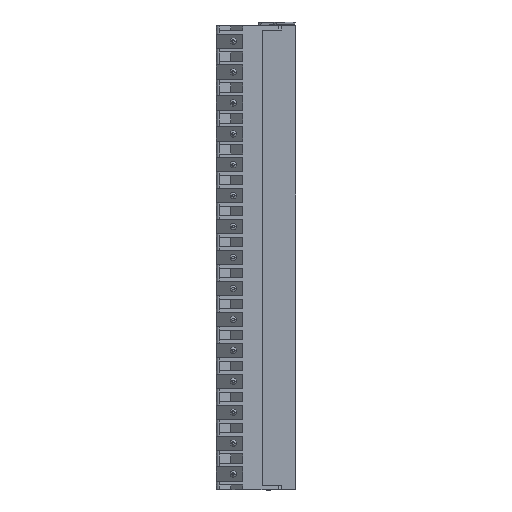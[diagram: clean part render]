
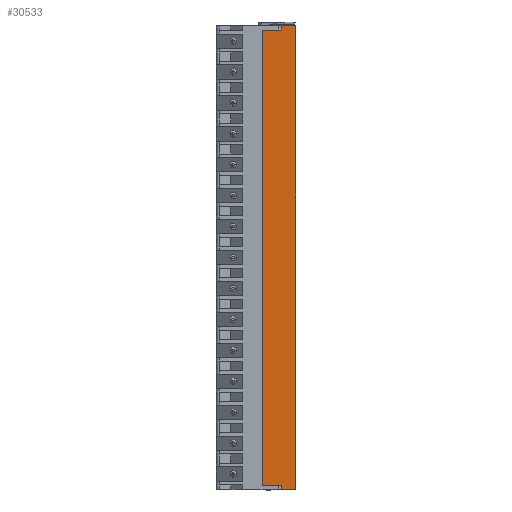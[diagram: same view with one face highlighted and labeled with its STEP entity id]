
A CAD part, front view. The second image highlights one B-rep face of the part: STEP entity #30533.
In plain terms, the highlighted planar face has unit normal (0.82, -0.572, 0).
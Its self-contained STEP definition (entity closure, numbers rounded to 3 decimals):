
#64=DIRECTION('',(0.572,0.82,0.));
#65=VECTOR('',#64,4.018);
#66=CARTESIAN_POINT('',(6.25,4.448,72.5));
#67=LINE('',#66,#65);
#6621=DIRECTION('',(0.572,0.82,0.));
#6622=VECTOR('',#6621,5.425);
#6623=CARTESIAN_POINT('',(3.145,0.,71.8));
#6624=LINE('',#6623,#6622);
#6625=DIRECTION('',(0.,0.,-1.));
#6626=VECTOR('',#6625,0.7);
#6627=CARTESIAN_POINT('',(6.25,4.448,72.5));
#6628=LINE('',#6627,#6626);
#6629=DIRECTION('',(0.,0.,1.));
#6630=VECTOR('',#6629,0.7);
#6631=CARTESIAN_POINT('',(6.25,4.448,-2.5));
#6632=LINE('',#6631,#6630);
#6633=DIRECTION('',(0.572,0.82,0.));
#6634=VECTOR('',#6633,5.425);
#6635=CARTESIAN_POINT('',(3.145,0.,-1.8));
#6636=LINE('',#6635,#6634);
#6637=DIRECTION('',(0.,0.,-1.));
#6638=VECTOR('',#6637,73.6);
#6639=CARTESIAN_POINT('',(3.145,0.,71.8));
#6640=LINE('',#6639,#6638);
#6654=DIRECTION('',(0.,0.,-1.));
#6655=VECTOR('',#6654,75.);
#6656=CARTESIAN_POINT('',(8.55,7.743,72.5));
#6657=LINE('',#6656,#6655);
#6743=DIRECTION('',(0.572,0.82,0.));
#6744=VECTOR('',#6743,4.018);
#6745=CARTESIAN_POINT('',(6.25,4.448,-2.5));
#6746=LINE('',#6745,#6744);
#17586=CARTESIAN_POINT('',(8.55,7.743,72.5));
#17588=VERTEX_POINT('',#17586);
#17610=CARTESIAN_POINT('',(8.55,7.743,-2.5));
#17612=VERTEX_POINT('',#17610);
#18246=CARTESIAN_POINT('',(3.145,0.,-1.8));
#18247=CARTESIAN_POINT('',(6.25,4.448,-1.8));
#18248=VERTEX_POINT('',#18246);
#18249=VERTEX_POINT('',#18247);
#18250=CARTESIAN_POINT('',(6.25,4.448,-2.5));
#18251=VERTEX_POINT('',#18250);
#18260=CARTESIAN_POINT('',(3.145,0.,71.8));
#18261=CARTESIAN_POINT('',(6.25,4.448,71.8));
#18262=VERTEX_POINT('',#18260);
#18263=VERTEX_POINT('',#18261);
#18264=CARTESIAN_POINT('',(6.25,4.448,72.5));
#18265=VERTEX_POINT('',#18264);
#30513=CARTESIAN_POINT('',(3.145,0.,72.5));
#30514=DIRECTION('',(0.82,-0.572,0.));
#30515=DIRECTION('',(0.572,0.82,0.));
#30516=AXIS2_PLACEMENT_3D('',#30513,#30514,#30515);
#30517=PLANE('',#30516);
#30519=ORIENTED_EDGE('',*,*,#30518,.T.);
#30520=ORIENTED_EDGE('',*,*,#30504,.F.);
#30521=ORIENTED_EDGE('',*,*,#22767,.T.);
#30523=ORIENTED_EDGE('',*,*,#30522,.T.);
#30525=ORIENTED_EDGE('',*,*,#30524,.F.);
#30527=ORIENTED_EDGE('',*,*,#30526,.T.);
#30529=ORIENTED_EDGE('',*,*,#30528,.F.);
#30530=ORIENTED_EDGE('',*,*,#30234,.F.);
#30531=EDGE_LOOP('',(#30519,#30520,#30521,#30523,#30525,#30527,#30529,#30530));
#30532=FACE_OUTER_BOUND('',#30531,.F.);
#22767=EDGE_CURVE('',#18265,#17588,#67,.T.);
#30234=EDGE_CURVE('',#18262,#18248,#6640,.T.);
#30504=EDGE_CURVE('',#18265,#18263,#6628,.T.);
#30518=EDGE_CURVE('',#18262,#18263,#6624,.T.);
#30522=EDGE_CURVE('',#17588,#17612,#6657,.T.);
#30524=EDGE_CURVE('',#18251,#17612,#6746,.T.);
#30526=EDGE_CURVE('',#18251,#18249,#6632,.T.);
#30528=EDGE_CURVE('',#18248,#18249,#6636,.T.);
#30533=ADVANCED_FACE('',(#30532),#30517,.T.);
